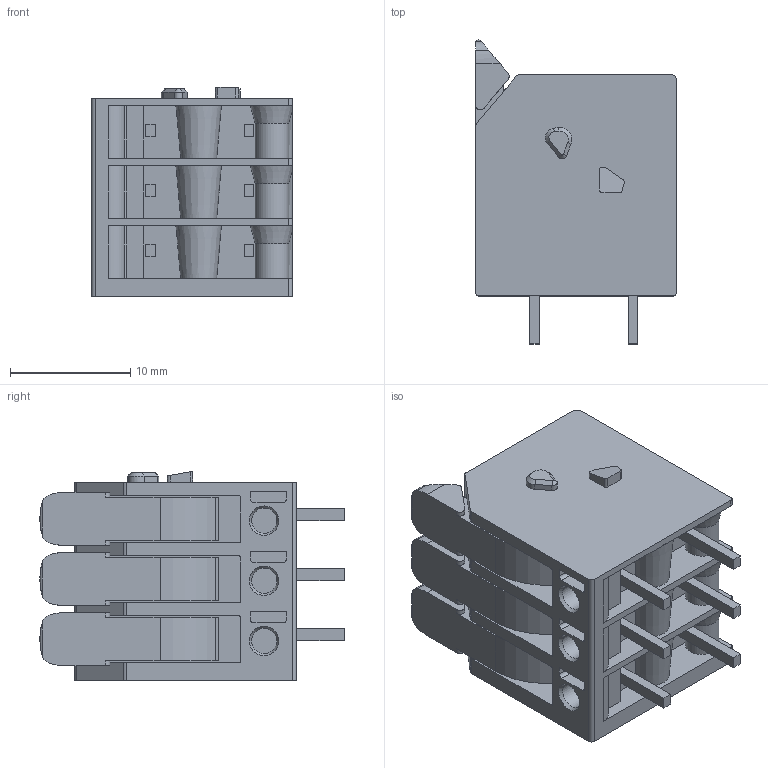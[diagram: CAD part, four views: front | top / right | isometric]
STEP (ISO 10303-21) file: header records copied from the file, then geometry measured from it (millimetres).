
FILE_DESCRIPTION(/* description */ ('STEP AP214'),/* implementation_level */ '2;1');
FILE_NAME(/* name */ '2604-3103',/* time_stamp */ '2022-11-15T06:15:29+01:00',/* author */ ('License CC BY-ND 4.0'),/* organization */ ('CADENAS'),/* preprocessor_version */ 'ST-DEVELOPER v18.102',/* originating_system */ 'PARTsolutions',/* authorisation */ ' ');
FILE_SCHEMA (('AUTOMOTIVE_DESIGN {1 0 10303 214 3 1 1}'));
Length unit declared in the file: millimetre
Products named in the file (1): 2604-3103
Bounding box: 16.7 x 25.3 x 17.4 mm (x, y, z)
Volume: 4215.7 mm3; surface area: 3091 mm2
Topology: 1 solids, 1 shells, 357 faces, 930 edges, 595 vertices
Faces by surface type: plane 203, cylinder 112, cone 42
Full cylindrical faces by diameter (mm): 2.1 x3
Entity records: 13408 total; most frequent: CARTESIAN_POINT 2003, DIRECTION 1864, ORIENTED_EDGE 1848, EDGE_CURVE 924, LINE 622, VECTOR 622, AXIS2_PLACEMENT_3D 621, VERTEX_POINT 595
